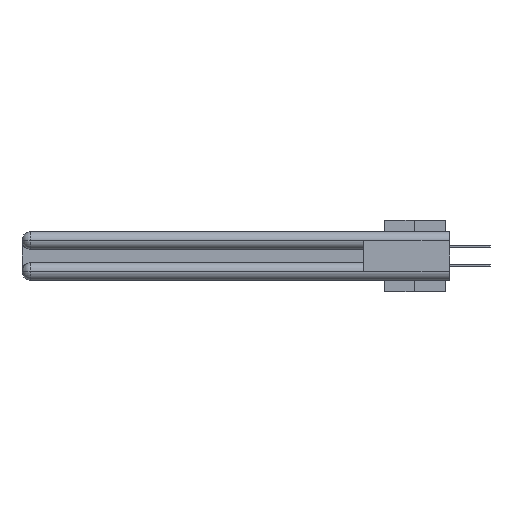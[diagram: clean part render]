
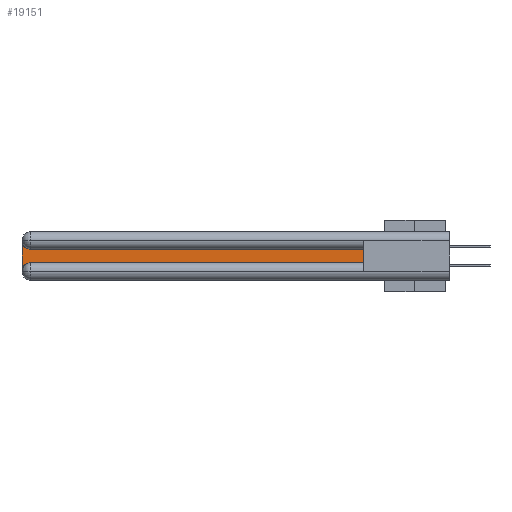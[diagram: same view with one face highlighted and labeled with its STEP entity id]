
A CAD part, left-side view. The second image highlights one B-rep face of the part: STEP entity #19151.
In plain terms, the highlighted planar face has unit normal (-1, 0, 0).
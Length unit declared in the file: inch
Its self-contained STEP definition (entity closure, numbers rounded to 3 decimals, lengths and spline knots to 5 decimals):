
#1241 = ORIENTED_EDGE ( 'NONE', *, *, #11685, .T. ) ;
#1968 = EDGE_CURVE ( 'NONE', #2169, #15640, #43321, .T. ) ;
#2169 = VERTEX_POINT ( 'NONE', #21081 ) ;
#2404 = DIRECTION ( 'NONE',  ( 0., 0., -1. ) ) ;
#3803 = CARTESIAN_POINT ( 'NONE',  ( 0.075, 2.94, -0.0625 ) ) ;
#6673 = VERTEX_POINT ( 'NONE', #34675 ) ;
#6792 = CARTESIAN_POINT ( 'NONE',  ( 0.075, 0.6, -0.1225 ) ) ;
#9385 = VERTEX_POINT ( 'NONE', #26623 ) ;
#10750 = CARTESIAN_POINT ( 'NONE',  ( 0.075, 3., -0.1225 ) ) ;
#11344 = EDGE_CURVE ( 'NONE', #42293, #6673, #37326, .T. ) ;
#11685 = EDGE_CURVE ( 'NONE', #6673, #26373, #27415, .T. ) ;
#12154 = VECTOR ( 'NONE', #12166, 39.37008 ) ;
#12166 = DIRECTION ( 'NONE',  ( 0., 0., -1. ) ) ;
#12863 = DIRECTION ( 'NONE',  ( 0., 0., 1. ) ) ;
#12895 = LINE ( 'NONE', #6792, #25988 ) ;
#13226 = DIRECTION ( 'NONE',  ( 0., 1., 0. ) ) ;
#13946 = CARTESIAN_POINT ( 'NONE',  ( 0.075, 2.94, -0.1225 ) ) ;
#14728 = EDGE_LOOP ( 'NONE', ( #41507, #20966, #1241, #42947, #37658, #27074 ) ) ;
#14936 = EDGE_CURVE ( 'NONE', #15640, #42293, #12895, .T. ) ;
#15109 = DIRECTION ( 'NONE',  ( 0., -1., 0. ) ) ;
#15640 = VERTEX_POINT ( 'NONE', #32485 ) ;
#16111 = DIRECTION ( 'NONE',  ( 1., 0., 0. ) ) ;
#17772 = PLANE ( 'NONE',  #34013 ) ;
#18489 = FACE_OUTER_BOUND ( 'NONE', #14728, .T. ) ;
#19151 = ADVANCED_FACE ( 'NONE', ( #18489 ), #17772, .F. ) ;
#19309 = LINE ( 'NONE', #39410, #42745 ) ;
#20966 = ORIENTED_EDGE ( 'NONE', *, *, #11344, .T. ) ;
#20990 = DIRECTION ( 'NONE',  ( 0., 0., -1. ) ) ;
#21081 = CARTESIAN_POINT ( 'NONE',  ( 0.075, 0.6, -0.2175 ) ) ;
#21713 = AXIS2_PLACEMENT_3D ( 'NONE', #40701, #16111, #2404 ) ;
#23013 = CARTESIAN_POINT ( 'NONE',  ( 0.075, 3., -0.2175 ) ) ;
#25988 = VECTOR ( 'NONE', #13226, 39.37008 ) ;
#26373 = VERTEX_POINT ( 'NONE', #33394 ) ;
#26623 = CARTESIAN_POINT ( 'NONE',  ( 0.075, 2.94, -0.2175 ) ) ;
#27074 = ORIENTED_EDGE ( 'NONE', *, *, #1968, .T. ) ;
#27415 = LINE ( 'NONE', #23013, #12154 ) ;
#27997 = DIRECTION ( 'NONE',  ( 1., 0., 0. ) ) ;
#30829 = AXIS2_PLACEMENT_3D ( 'NONE', #3803, #35242, #39203 ) ;
#32485 = CARTESIAN_POINT ( 'NONE',  ( 0.075, 0.6, -0.1225 ) ) ;
#33394 = CARTESIAN_POINT ( 'NONE',  ( 0.075, 3., -0.2775 ) ) ;
#33420 = EDGE_CURVE ( 'NONE', #9385, #2169, #19309, .T. ) ;
#34013 = AXIS2_PLACEMENT_3D ( 'NONE', #10750, #27997, #20990 ) ;
#34238 = CARTESIAN_POINT ( 'NONE',  ( 0.075, 0.6, -0.2175 ) ) ;
#34675 = CARTESIAN_POINT ( 'NONE',  ( 0.075, 3., -0.0625 ) ) ;
#35242 = DIRECTION ( 'NONE',  ( 1., 0., 0. ) ) ;
#36755 = VECTOR ( 'NONE', #12863, 39.37008 ) ;
#37326 = CIRCLE ( 'NONE', #30829, 0.06 ) ;
#37333 = EDGE_CURVE ( 'NONE', #26373, #9385, #42408, .T. ) ;
#37658 = ORIENTED_EDGE ( 'NONE', *, *, #33420, .T. ) ;
#39203 = DIRECTION ( 'NONE',  ( 0., 0., -1. ) ) ;
#39410 = CARTESIAN_POINT ( 'NONE',  ( 0.075, 0.6, -0.2175 ) ) ;
#40701 = CARTESIAN_POINT ( 'NONE',  ( 0.075, 2.94, -0.2775 ) ) ;
#41507 = ORIENTED_EDGE ( 'NONE', *, *, #14936, .T. ) ;
#42293 = VERTEX_POINT ( 'NONE', #13946 ) ;
#42408 = CIRCLE ( 'NONE', #21713, 0.06 ) ;
#42745 = VECTOR ( 'NONE', #15109, 39.37008 ) ;
#42947 = ORIENTED_EDGE ( 'NONE', *, *, #37333, .T. ) ;
#43321 = LINE ( 'NONE', #34238, #36755 ) ;
